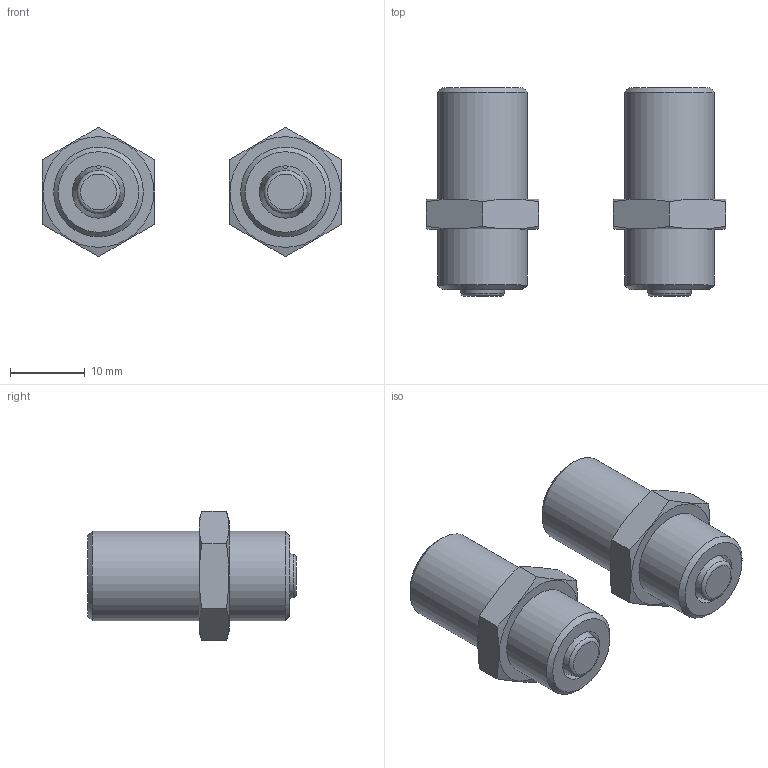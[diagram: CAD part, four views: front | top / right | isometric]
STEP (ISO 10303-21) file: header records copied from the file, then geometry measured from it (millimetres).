
FILE_DESCRIPTION(/* description */ ('STEP AP214'),/* implementation_level */ '2;1');
FILE_NAME(/* name */ '550659_DSM-32-P-B',/* time_stamp */ '2024-08-21T18:42:45+02:00',/* author */ ('License CC BY-ND 4.0'),/* organization */ ('CADENAS'),/* preprocessor_version */ 'ST-DEVELOPER v19.3',/* originating_system */ 'PARTsolutions',/* authorisation */ ' ');
FILE_SCHEMA (('AUTOMOTIVE_DESIGN {1 0 10303 214 3 1 1}'));
Length unit declared in the file: millimetre
Products named in the file (4): 550659 DSM-32-P-B; 710517 DSM-32-P-B; 348987 SPZ-20 M12X1-4-15; 371075 SLT-16
Assembly tree (6 placements, depth 2):
  550659 DSM-32-P-B
    710517 DSM-32-P-B  x2
    348987 SPZ-20 M12X1-4-15  x2
    371075 SLT-16  x2
Bounding box: 40 x 27.9 x 17.32 mm (x, y, z)
Volume: 6736.6 mm3; surface area: 4366 mm2
Topology: 6 solids, 6 shells, 72 faces, 156 edges, 100 vertices
Faces by surface type: plane 40, cone 18, cylinder 10, torus 4
Full cylindrical faces by diameter (mm): 7 x2, 10.917 x2, 12 x2
Entity records: 1045 total; most frequent: CARTESIAN_POINT 228, DIRECTION 150, ORIENTED_EDGE 118, AXIS2_PLACEMENT_3D 62, EDGE_CURVE 59, FACE_BOUND 55, EDGE_LOOP 54, VERTEX_POINT 46
